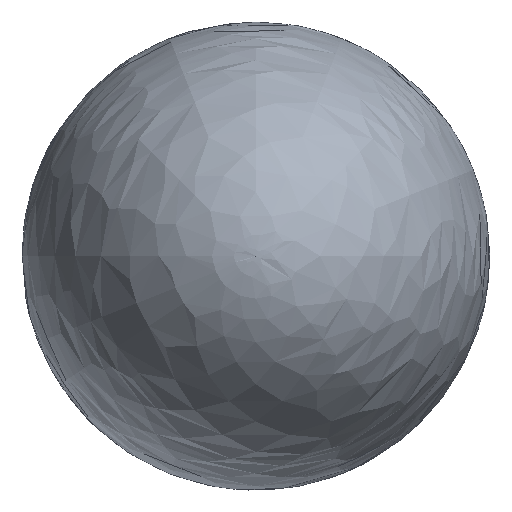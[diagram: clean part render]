
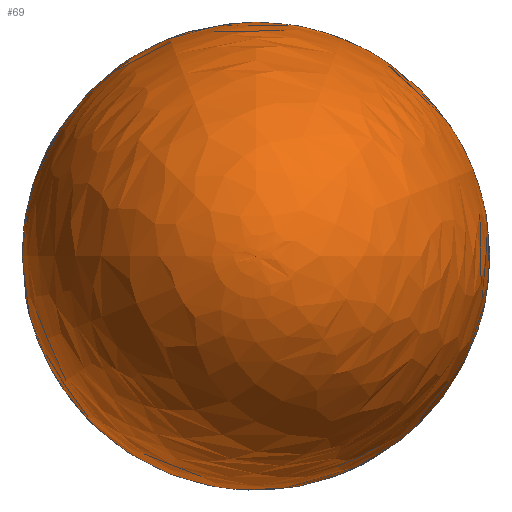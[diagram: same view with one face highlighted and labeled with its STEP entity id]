
A CAD part, left-side view. The second image highlights one B-rep face of the part: STEP entity #69.
In plain terms, the highlighted free-form (B-spline) face has degree [2, 2] with [5, 9] control points.
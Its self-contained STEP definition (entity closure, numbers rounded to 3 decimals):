
#30=FACE_OUTER_BOUND('',#35,.T.);
#35=EDGE_LOOP('',(#54,#55));
#40=ELLIPSE('',#91,7098.713,4501.347);
#41=VERTEX_POINT('',#176);
#42=VERTEX_POINT('',#177);
#47=EDGE_CURVE('',#41,#42,#40,.T.);
#54=ORIENTED_EDGE('',*,*,#47,.T.);
#55=ORIENTED_EDGE('',*,*,#47,.F.);
#68=(
BOUNDED_SURFACE()
B_SPLINE_SURFACE(2,2,((#131,#132,#133,#134,#135,#136,#137,#138,#139),(#140,
#141,#142,#143,#144,#145,#146,#147,#148),(#149,#150,#151,#152,#153,#154,
#155,#156,#157),(#158,#159,#160,#161,#162,#163,#164,#165,#166),(#167,#168,
#169,#170,#171,#172,#173,#174,#175)),.UNSPECIFIED.,.F.,.T.,.F.)
B_SPLINE_SURFACE_WITH_KNOTS((3,2,3),(3,2,2,2,3),(0.,1.571,3.142),
(0.,1.571,3.142,4.712,6.283),
 .UNSPECIFIED.)
GEOMETRIC_REPRESENTATION_ITEM()
RATIONAL_B_SPLINE_SURFACE(((1.,0.707,1.,0.707,1.,
0.707,1.,0.707,1.),(0.707,0.5,0.707,
0.5,0.707,0.5,0.707,0.5,0.707),(1.,
0.707,1.,0.707,1.,0.707,1.,0.707,
1.),(0.707,0.5,0.707,0.5,0.707,0.5,
0.707,0.5,0.707),(1.,0.707,1.,0.707,
1.,0.707,1.,0.707,1.)))
REPRESENTATION_ITEM('')
SURFACE()
);
#69=ADVANCED_FACE('',(#30),#68,.T.);
#91=AXIS2_PLACEMENT_3D('',#178,#106,#107);
#106=DIRECTION('center_axis',(0.,0.,1.));
#107=DIRECTION('ref_axis',(1.,0.,0.));
#131=CARTESIAN_POINT('Ctrl Pts',(9034.726,0.,0.));
#132=CARTESIAN_POINT('Ctrl Pts',(9034.726,0.,0.));
#133=CARTESIAN_POINT('Ctrl Pts',(9034.726,0.,0.));
#134=CARTESIAN_POINT('Ctrl Pts',(9034.726,0.,0.));
#135=CARTESIAN_POINT('Ctrl Pts',(9034.726,0.,0.));
#136=CARTESIAN_POINT('Ctrl Pts',(9034.726,0.,0.));
#137=CARTESIAN_POINT('Ctrl Pts',(9034.726,0.,0.));
#138=CARTESIAN_POINT('Ctrl Pts',(9034.726,0.,0.));
#139=CARTESIAN_POINT('Ctrl Pts',(9034.726,0.,0.));
#140=CARTESIAN_POINT('Ctrl Pts',(9034.726,4501.347,0.));
#141=CARTESIAN_POINT('Ctrl Pts',(9034.726,4501.347,4501.347));
#142=CARTESIAN_POINT('Ctrl Pts',(9034.726,0.,4501.347));
#143=CARTESIAN_POINT('Ctrl Pts',(9034.726,-4501.347,4501.347));
#144=CARTESIAN_POINT('Ctrl Pts',(9034.726,-4501.347,0.));
#145=CARTESIAN_POINT('Ctrl Pts',(9034.726,-4501.347,-4501.347));
#146=CARTESIAN_POINT('Ctrl Pts',(9034.726,0.,-4501.347));
#147=CARTESIAN_POINT('Ctrl Pts',(9034.726,4501.347,-4501.347));
#148=CARTESIAN_POINT('Ctrl Pts',(9034.726,4501.347,0.));
#149=CARTESIAN_POINT('Ctrl Pts',(1936.013,4501.347,0.));
#150=CARTESIAN_POINT('Ctrl Pts',(1936.013,4501.347,4501.347));
#151=CARTESIAN_POINT('Ctrl Pts',(1936.013,0.,4501.347));
#152=CARTESIAN_POINT('Ctrl Pts',(1936.013,-4501.347,4501.347));
#153=CARTESIAN_POINT('Ctrl Pts',(1936.013,-4501.347,0.));
#154=CARTESIAN_POINT('Ctrl Pts',(1936.013,-4501.347,-4501.347));
#155=CARTESIAN_POINT('Ctrl Pts',(1936.013,0.,-4501.347));
#156=CARTESIAN_POINT('Ctrl Pts',(1936.013,4501.347,-4501.347));
#157=CARTESIAN_POINT('Ctrl Pts',(1936.013,4501.347,0.));
#158=CARTESIAN_POINT('Ctrl Pts',(-5162.7,4501.347,0.));
#159=CARTESIAN_POINT('Ctrl Pts',(-5162.7,4501.347,4501.347));
#160=CARTESIAN_POINT('Ctrl Pts',(-5162.7,0.,4501.347));
#161=CARTESIAN_POINT('Ctrl Pts',(-5162.7,-4501.347,4501.347));
#162=CARTESIAN_POINT('Ctrl Pts',(-5162.7,-4501.347,0.));
#163=CARTESIAN_POINT('Ctrl Pts',(-5162.7,-4501.347,-4501.347));
#164=CARTESIAN_POINT('Ctrl Pts',(-5162.7,0.,-4501.347));
#165=CARTESIAN_POINT('Ctrl Pts',(-5162.7,4501.347,-4501.347));
#166=CARTESIAN_POINT('Ctrl Pts',(-5162.7,4501.347,0.));
#167=CARTESIAN_POINT('Ctrl Pts',(-5162.7,0.,
0.));
#168=CARTESIAN_POINT('Ctrl Pts',(-5162.7,0.,
0.));
#169=CARTESIAN_POINT('Ctrl Pts',(-5162.7,0.,0.));
#170=CARTESIAN_POINT('Ctrl Pts',(-5162.7,0.,
0.));
#171=CARTESIAN_POINT('Ctrl Pts',(-5162.7,0.,
0.));
#172=CARTESIAN_POINT('Ctrl Pts',(-5162.7,0.,
0.));
#173=CARTESIAN_POINT('Ctrl Pts',(-5162.7,0.,0.));
#174=CARTESIAN_POINT('Ctrl Pts',(-5162.7,0.,
0.));
#175=CARTESIAN_POINT('Ctrl Pts',(-5162.7,0.,
0.));
#176=CARTESIAN_POINT('',(9034.726,0.,0.));
#177=CARTESIAN_POINT('',(-5162.7,0.,0.));
#178=CARTESIAN_POINT('Origin',(1936.013,0.,0.));
